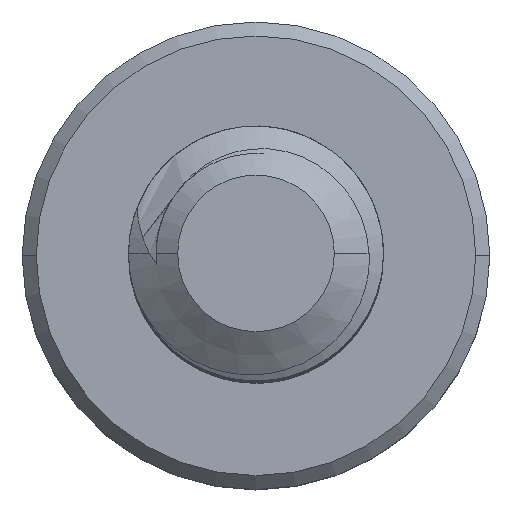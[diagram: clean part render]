
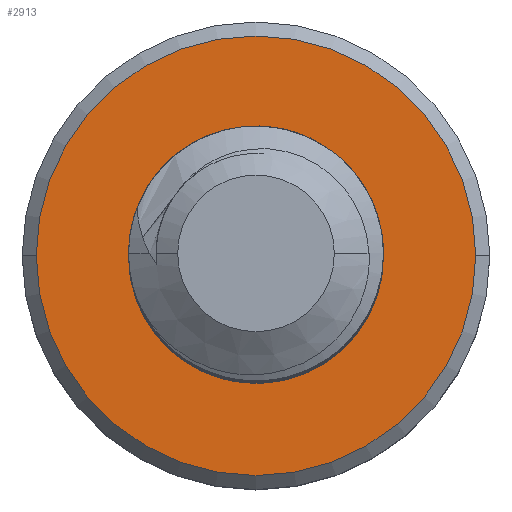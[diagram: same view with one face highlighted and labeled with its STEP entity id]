
A CAD part, top view. The second image highlights one B-rep face of the part: STEP entity #2913.
In plain terms, the highlighted planar face has unit normal (0, 0, 1).
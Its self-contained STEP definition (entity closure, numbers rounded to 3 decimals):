
#198 = DIRECTION ( 'NONE',  ( 0., -1., 0. ) ) ;
#434 = DIRECTION ( 'NONE',  ( 0., 0., 1. ) ) ;
#493 = ORIENTED_EDGE ( 'NONE', *, *, #4249, .F. ) ;
#542 = DIRECTION ( 'NONE',  ( 0., 0., -1. ) ) ;
#666 = VERTEX_POINT ( 'NONE', #760 ) ;
#760 = CARTESIAN_POINT ( 'NONE',  ( -1.5, 0., -16. ) ) ;
#813 = DIRECTION ( 'NONE',  ( 1., 0., 0. ) ) ;
#930 = AXIS2_PLACEMENT_3D ( 'NONE', #1186, #434, #5642 ) ;
#1114 = CIRCLE ( 'NONE', #6311, 2.585 ) ;
#1186 = CARTESIAN_POINT ( 'NONE',  ( 0., 0., -16. ) ) ;
#1303 = DIRECTION ( 'NONE',  ( -1., 0., 0. ) ) ;
#1592 = EDGE_CURVE ( 'NONE', #6430, #666, #5707, .T. ) ;
#1770 = EDGE_LOOP ( 'NONE', ( #3755, #493 ) ) ;
#1795 = AXIS2_PLACEMENT_3D ( 'NONE', #5341, #4831, #813 ) ;
#1827 = EDGE_LOOP ( 'NONE', ( #2582, #4414 ) ) ;
#1934 = DIRECTION ( 'NONE',  ( 0., 0., -1. ) ) ;
#2088 = AXIS2_PLACEMENT_3D ( 'NONE', #7453, #4080, #198 ) ;
#2159 = CARTESIAN_POINT ( 'NONE',  ( 1.5, 0., -16. ) ) ;
#2582 = ORIENTED_EDGE ( 'NONE', *, *, #1592, .F. ) ;
#2617 = DIRECTION ( 'NONE',  ( -1., 0., 0. ) ) ;
#2707 = CARTESIAN_POINT ( 'NONE',  ( 2.585, 0., -16. ) ) ;
#2797 = VERTEX_POINT ( 'NONE', #2707 ) ;
#2803 = FACE_OUTER_BOUND ( 'NONE', #1770, .T. ) ;
#2913 = ADVANCED_FACE ( 'NONE', ( #4887, #2803 ), #6090, .F. ) ;
#3661 = EDGE_CURVE ( 'NONE', #666, #6430, #3974, .T. ) ;
#3755 = ORIENTED_EDGE ( 'NONE', *, *, #7755, .F. ) ;
#3837 = CARTESIAN_POINT ( 'NONE',  ( -2.585, 0., -16. ) ) ;
#3974 = CIRCLE ( 'NONE', #1795, 1.5 ) ;
#4080 = DIRECTION ( 'NONE',  ( 0., 0., -1. ) ) ;
#4249 = EDGE_CURVE ( 'NONE', #2797, #4508, #7634, .T. ) ;
#4414 = ORIENTED_EDGE ( 'NONE', *, *, #3661, .F. ) ;
#4508 = VERTEX_POINT ( 'NONE', #3837 ) ;
#4831 = DIRECTION ( 'NONE',  ( 0., 0., 1. ) ) ;
#4887 = FACE_BOUND ( 'NONE', #1827, .T. ) ;
#4978 = CARTESIAN_POINT ( 'NONE',  ( 0., 0., -16. ) ) ;
#5341 = CARTESIAN_POINT ( 'NONE',  ( 0., 0., -16. ) ) ;
#5352 = CARTESIAN_POINT ( 'NONE',  ( 0., 0., -16. ) ) ;
#5642 = DIRECTION ( 'NONE',  ( 1., 0., 0. ) ) ;
#5707 = CIRCLE ( 'NONE', #930, 1.5 ) ;
#6090 = PLANE ( 'NONE',  #2088 ) ;
#6311 = AXIS2_PLACEMENT_3D ( 'NONE', #5352, #1934, #2617 ) ;
#6430 = VERTEX_POINT ( 'NONE', #2159 ) ;
#7453 = CARTESIAN_POINT ( 'NONE',  ( 0., 0., -16. ) ) ;
#7634 = CIRCLE ( 'NONE', #8251, 2.585 ) ;
#7755 = EDGE_CURVE ( 'NONE', #4508, #2797, #1114, .T. ) ;
#8251 = AXIS2_PLACEMENT_3D ( 'NONE', #4978, #542, #1303 ) ;
